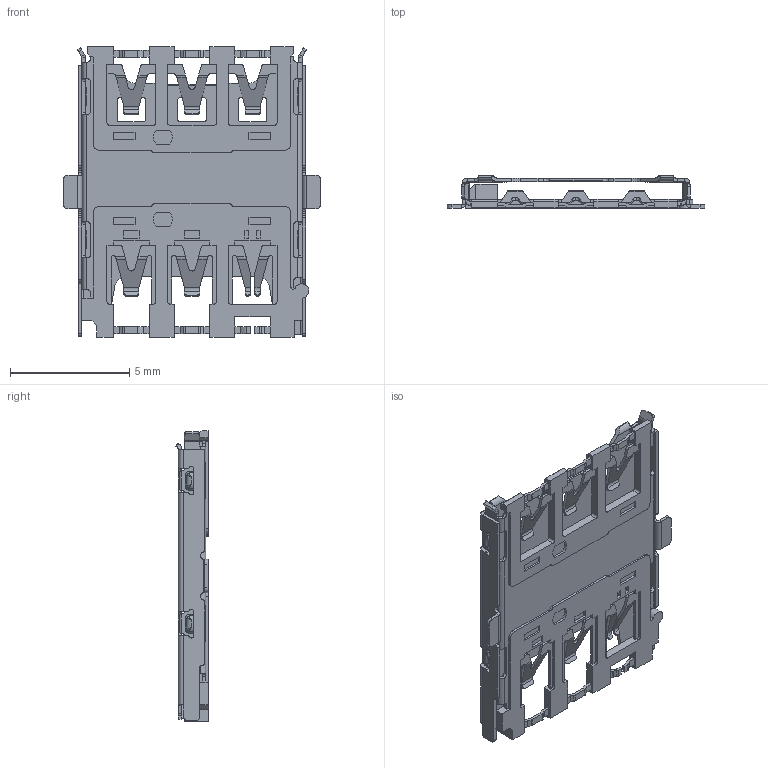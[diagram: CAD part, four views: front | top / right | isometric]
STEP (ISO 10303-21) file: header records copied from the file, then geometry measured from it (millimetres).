
FILE_DESCRIPTION (( 'STEP AP214' ), '1' );
FILE_NAME ('SIM8055-6-1-14-00-A.STEP', '2021-08-24T12:44:16', ( '' ), ( '' ), 'SwSTEP 2.0', 'SolidWorks 2017', '' );
FILE_SCHEMA (( 'AUTOMOTIVE_DESIGN' ));
Length unit declared in the file: millimetre
Products named in the file (1): SIM8055-6-1-14-00-A
Bounding box: 10.8 x 1.35 x 12.2 mm (x, y, z)
Volume: 38.3 mm3; surface area: 476 mm2
Topology: 18 solids, 18 shells, 984 faces, 2698 edges, 1740 vertices
Faces by surface type: plane 616, cylinder 352, cone 8, bspline 8
Entity records: 33376 total; most frequent: CARTESIAN_POINT 8168, ORIENTED_EDGE 5380, DIRECTION 5078, EDGE_CURVE 2690, LINE 1928, VECTOR 1928, VERTEX_POINT 1740, AXIS2_PLACEMENT_3D 1575
